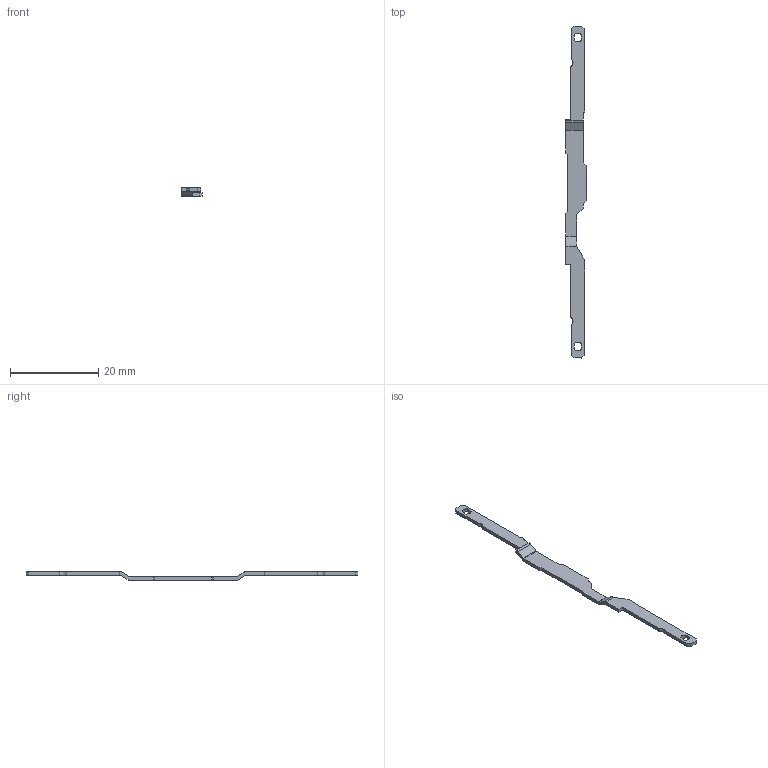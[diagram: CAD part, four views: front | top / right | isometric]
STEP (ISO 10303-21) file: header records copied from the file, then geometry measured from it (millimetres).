
FILE_DESCRIPTION(('CATIA V5 STEP Exchange','CAx-IF Rec.Pracs.--- Model Styling and Organization---1.4--- 2014-01-23'),'2;1');
FILE_NAME ('D1447786_0_1056400000_1056400000.stp','2020-06-22T03:48:44+00:00',('none'),('Weidmueller'),'CATIA Version 5-6 Release 2016 SP3 HF44','CATIA V5 STEP AP214','none');
FILE_SCHEMA(('AUTOMOTIVE_DESIGN { 1 0 10303 214 1 1 1 1 }'));
Length unit declared in the file: millimetre
Products named in the file (1): LS 2.8 WDU2.5-10
Bounding box: 4.65 x 75.2 x 1.95 mm (x, y, z)
Volume: 190.5 mm3; surface area: 615.1 mm2
Topology: 1 solids, 1 shells, 60 faces, 174 edges, 116 vertices
Faces by surface type: plane 46, cylinder 14
Entity records: 1932 total; most frequent: CARTESIAN_POINT 348, ORIENTED_EDGE 348, DIRECTION 274, EDGE_CURVE 174, VECTOR 144, LINE 144, VERTEX_POINT 116, AXIS2_PLACEMENT_3D 80
